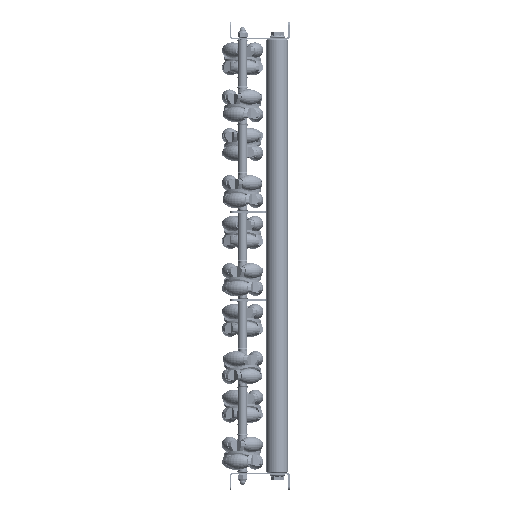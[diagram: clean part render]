
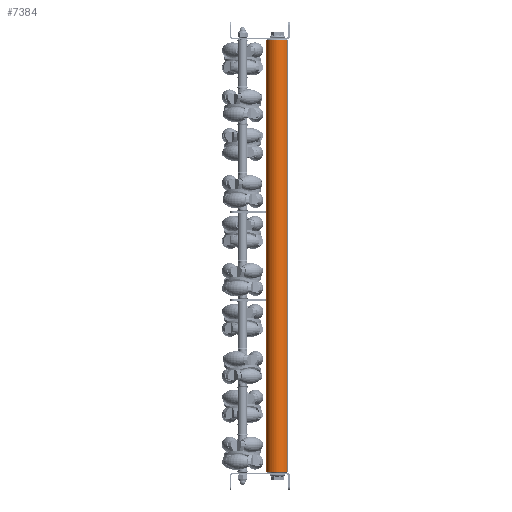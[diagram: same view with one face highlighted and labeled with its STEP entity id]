
A CAD part, left-side view. The second image highlights one B-rep face of the part: STEP entity #7384.
In plain terms, the highlighted cylindrical face has radius 12.5 mm (diameter 25 mm), a partial arc.
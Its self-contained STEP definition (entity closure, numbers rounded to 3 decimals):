
#54 = CARTESIAN_POINT ( 'NONE',  ( 500., 0., 12.5 ) ) ;
#1331 = EDGE_CURVE ( 'NONE', #16030, #6792, #4794, .T. ) ;
#1618 = CARTESIAN_POINT ( 'NONE',  ( 499., 0., -12.5 ) ) ;
#1755 = LINE ( 'NONE', #3060, #15371 ) ;
#2463 = VERTEX_POINT ( 'NONE', #5876 ) ;
#2964 = ORIENTED_EDGE ( 'NONE', *, *, #4599, .T. ) ;
#3060 = CARTESIAN_POINT ( 'NONE',  ( 500., 0., -12.5 ) ) ;
#3869 = VERTEX_POINT ( 'NONE', #5360 ) ;
#4599 = EDGE_CURVE ( 'NONE', #6792, #3869, #6177, .T. ) ;
#4757 = DIRECTION ( 'NONE',  ( -1., 0., 0. ) ) ;
#4794 = CIRCLE ( 'NONE', #18042, 12.5 ) ;
#5295 = CYLINDRICAL_SURFACE ( 'NONE', #13712, 12.5 ) ;
#5360 = CARTESIAN_POINT ( 'NONE',  ( 1., 0., 12.5 ) ) ;
#5383 = FACE_OUTER_BOUND ( 'NONE', #13889, .T. ) ;
#5451 = CARTESIAN_POINT ( 'NONE',  ( 499., 0., 0. ) ) ;
#5549 = DIRECTION ( 'NONE',  ( -1., 0., 0. ) ) ;
#5876 = CARTESIAN_POINT ( 'NONE',  ( 1., 0., -12.5 ) ) ;
#6177 = LINE ( 'NONE', #54, #10158 ) ;
#6792 = VERTEX_POINT ( 'NONE', #10551 ) ;
#7157 = EDGE_CURVE ( 'NONE', #3869, #2463, #12832, .T. ) ;
#7285 = ORIENTED_EDGE ( 'NONE', *, *, #1331, .T. ) ;
#7384 = ADVANCED_FACE ( 'NONE', ( #5383 ), #5295, .T. ) ;
#8280 = DIRECTION ( 'NONE',  ( 1., 0., 0. ) ) ;
#8355 = AXIS2_PLACEMENT_3D ( 'NONE', #8884, #8280, #13125 ) ;
#8812 = DIRECTION ( 'NONE',  ( -1., 0., 0. ) ) ;
#8884 = CARTESIAN_POINT ( 'NONE',  ( 1., 0., 0. ) ) ;
#9799 = DIRECTION ( 'NONE',  ( -1., 0., 0. ) ) ;
#10158 = VECTOR ( 'NONE', #4757, 1000. ) ;
#10414 = ORIENTED_EDGE ( 'NONE', *, *, #7157, .T. ) ;
#10551 = CARTESIAN_POINT ( 'NONE',  ( 499., 0., 12.5 ) ) ;
#12832 = CIRCLE ( 'NONE', #8355, 12.5 ) ;
#13125 = DIRECTION ( 'NONE',  ( 0., 0., -1. ) ) ;
#13140 = EDGE_CURVE ( 'NONE', #16030, #2463, #1755, .T. ) ;
#13712 = AXIS2_PLACEMENT_3D ( 'NONE', #16711, #9799, #15490 ) ;
#13889 = EDGE_LOOP ( 'NONE', ( #16574, #7285, #2964, #10414 ) ) ;
#15371 = VECTOR ( 'NONE', #8812, 1000. ) ;
#15490 = DIRECTION ( 'NONE',  ( 0., 0., 1. ) ) ;
#16030 = VERTEX_POINT ( 'NONE', #1618 ) ;
#16574 = ORIENTED_EDGE ( 'NONE', *, *, #13140, .F. ) ;
#16711 = CARTESIAN_POINT ( 'NONE',  ( 500., 0., 0. ) ) ;
#17059 = DIRECTION ( 'NONE',  ( 0., 0., -1. ) ) ;
#18042 = AXIS2_PLACEMENT_3D ( 'NONE', #5451, #5549, #17059 ) ;
